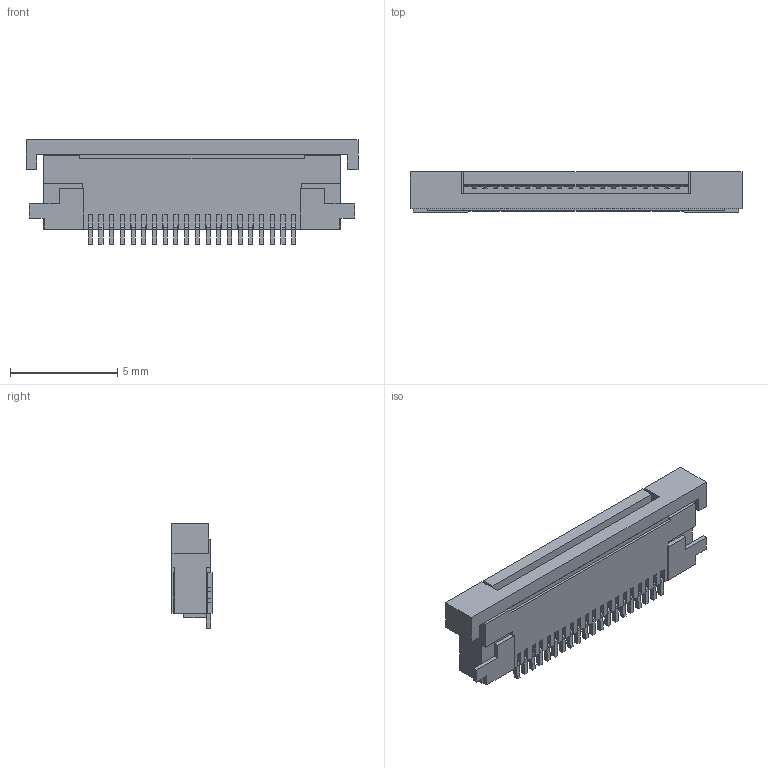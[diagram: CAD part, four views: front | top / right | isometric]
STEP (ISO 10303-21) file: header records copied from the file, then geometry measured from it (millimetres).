
FILE_DESCRIPTION (( 'STEP AP214' ), '1' );
FILE_NAME ('SFV20R-2STE1HLF.STEP', '2023-05-03T03:55:25', ( '' ), ( '' ), 'SwSTEP 2.0', 'SolidWorks 2021', '' );
FILE_SCHEMA (( 'AUTOMOTIVE_DESIGN' ));
Length unit declared in the file: millimetre
Products named in the file (1): SFV20R-2STE1HLF
Bounding box: 15.5 x 1.87 x 4.9 mm (x, y, z)
Volume: 96.8 mm3; surface area: 352.3 mm2
Topology: 64 solids, 64 shells, 667 faces, 1619 edges, 1080 vertices
Faces by surface type: plane 647, cylinder 20
Entity records: 19730 total; most frequent: CARTESIAN_POINT 3367, ORIENTED_EDGE 3238, DIRECTION 2995, EDGE_CURVE 1619, VECTOR 1579, LINE 1579, VERTEX_POINT 1080, AXIS2_PLACEMENT_3D 708
